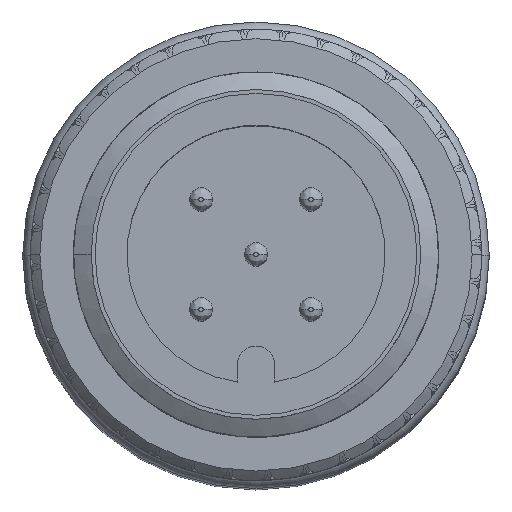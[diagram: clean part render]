
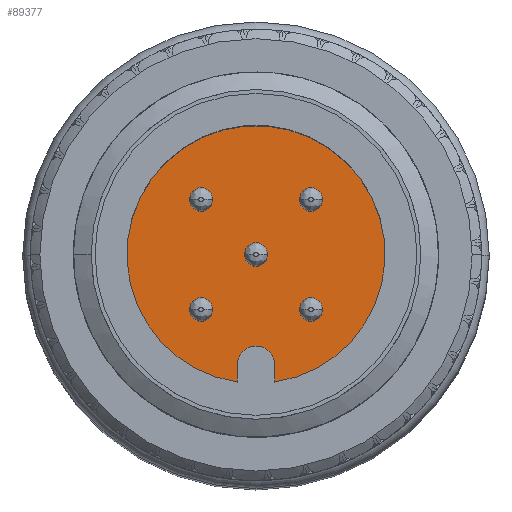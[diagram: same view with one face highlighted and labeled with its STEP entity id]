
A CAD part, top view. The second image highlights one B-rep face of the part: STEP entity #89377.
In plain terms, the highlighted planar face has unit normal (0, 0, 1).
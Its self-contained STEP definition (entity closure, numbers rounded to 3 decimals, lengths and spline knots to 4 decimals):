
#29830=CARTESIAN_POINT('',(0.,0.,-8.9));
#29831=DIRECTION('',(0.,0.,1.));
#29832=DIRECTION('',(0.145,-0.989,0.));
#29833=AXIS2_PLACEMENT_3D('',#29830,#29831,#29832);
#29848=CARTESIAN_POINT('',(0.,-3.55,-8.9));
#29849=DIRECTION('',(0.,0.,1.));
#29850=DIRECTION('',(1.,0.,0.));
#29851=AXIS2_PLACEMENT_3D('',#29848,#29849,#29850);
#29853=DIRECTION('',(0.,-1.,0.));
#29854=VECTOR('',#29853,0.5564);
#29855=CARTESIAN_POINT('',(-0.6,-3.55,-8.9));
#29856=LINE('',#29855,#29854);
#29857=DIRECTION('',(0.,1.,0.));
#29858=VECTOR('',#29857,0.5564);
#29859=CARTESIAN_POINT('',(0.6,-4.1064,-8.9));
#29860=LINE('',#29859,#29858);
#29861=CARTESIAN_POINT('',(1.7678,1.7678,-8.9));
#29862=DIRECTION('',(0.,0.,1.));
#29863=DIRECTION('',(1.,0.,0.));
#29864=AXIS2_PLACEMENT_3D('',#29861,#29862,#29863);
#29866=CARTESIAN_POINT('',(1.7678,1.7678,-8.9));
#29867=DIRECTION('',(0.,0.,1.));
#29868=DIRECTION('',(-1.,0.,0.));
#29869=AXIS2_PLACEMENT_3D('',#29866,#29867,#29868);
#29871=CARTESIAN_POINT('',(1.7678,-1.7678,-8.9));
#29872=DIRECTION('',(0.,0.,1.));
#29873=DIRECTION('',(1.,0.,0.));
#29874=AXIS2_PLACEMENT_3D('',#29871,#29872,#29873);
#29876=CARTESIAN_POINT('',(1.7678,-1.7678,-8.9));
#29877=DIRECTION('',(0.,0.,1.));
#29878=DIRECTION('',(-1.,0.,0.));
#29879=AXIS2_PLACEMENT_3D('',#29876,#29877,#29878);
#29881=CARTESIAN_POINT('',(-1.7678,-1.7678,-8.9));
#29882=DIRECTION('',(0.,0.,1.));
#29883=DIRECTION('',(1.,0.,0.));
#29884=AXIS2_PLACEMENT_3D('',#29881,#29882,#29883);
#29886=CARTESIAN_POINT('',(-1.7678,-1.7678,-8.9));
#29887=DIRECTION('',(0.,0.,1.));
#29888=DIRECTION('',(-1.,0.,0.));
#29889=AXIS2_PLACEMENT_3D('',#29886,#29887,#29888);
#29891=CARTESIAN_POINT('',(-1.7678,1.7678,-8.9));
#29892=DIRECTION('',(0.,0.,1.));
#29893=DIRECTION('',(1.,0.,0.));
#29894=AXIS2_PLACEMENT_3D('',#29891,#29892,#29893);
#29896=CARTESIAN_POINT('',(-1.7678,1.7678,-8.9));
#29897=DIRECTION('',(0.,0.,1.));
#29898=DIRECTION('',(-1.,0.,0.));
#29899=AXIS2_PLACEMENT_3D('',#29896,#29897,#29898);
#29901=CARTESIAN_POINT('',(0.,0.,-8.9));
#29902=DIRECTION('',(0.,0.,1.));
#29903=DIRECTION('',(1.,0.,0.));
#29904=AXIS2_PLACEMENT_3D('',#29901,#29902,#29903);
#29906=CARTESIAN_POINT('',(0.,0.,-8.9));
#29907=DIRECTION('',(0.,0.,1.));
#29908=DIRECTION('',(-1.,0.,0.));
#29909=AXIS2_PLACEMENT_3D('',#29906,#29907,#29908);
#31134=CARTESIAN_POINT('',(0.6,-4.1064,-8.9));
#31136=VERTEX_POINT('',#31134);
#31137=CARTESIAN_POINT('',(0.6,-3.55,-8.9));
#31138=CARTESIAN_POINT('',(-0.6,-3.55,-8.9));
#31139=VERTEX_POINT('',#31137);
#31140=VERTEX_POINT('',#31138);
#31141=CARTESIAN_POINT('',(-0.6,-4.1064,-8.9));
#31142=VERTEX_POINT('',#31141);
#31145=CARTESIAN_POINT('',(2.1428,1.7678,-8.9));
#31146=CARTESIAN_POINT('',(1.3928,1.7678,-8.9));
#31147=VERTEX_POINT('',#31145);
#31148=VERTEX_POINT('',#31146);
#31149=CARTESIAN_POINT('',(2.1428,-1.7678,-8.9));
#31150=CARTESIAN_POINT('',(1.3928,-1.7678,-8.9));
#31151=VERTEX_POINT('',#31149);
#31152=VERTEX_POINT('',#31150);
#31153=CARTESIAN_POINT('',(-1.3928,-1.7678,-8.9));
#31154=CARTESIAN_POINT('',(-2.1428,-1.7678,-8.9));
#31155=VERTEX_POINT('',#31153);
#31156=VERTEX_POINT('',#31154);
#31157=CARTESIAN_POINT('',(-1.3928,1.7678,-8.9));
#31158=CARTESIAN_POINT('',(-2.1428,1.7678,-8.9));
#31159=VERTEX_POINT('',#31157);
#31160=VERTEX_POINT('',#31158);
#34616=CARTESIAN_POINT('',(0.375,0.,-8.9));
#34617=CARTESIAN_POINT('',(-0.375,0.,-8.9));
#34618=VERTEX_POINT('',#34616);
#34619=VERTEX_POINT('',#34617);
#89333=CARTESIAN_POINT('',(0.,0.,-8.9));
#89334=DIRECTION('',(0.,0.,-1.));
#89335=DIRECTION('',(0.,-1.,0.));
#89336=AXIS2_PLACEMENT_3D('',#89333,#89334,#89335);
#89337=PLANE('',#89336);
#89339=ORIENTED_EDGE('',*,*,#89338,.T.);
#89341=ORIENTED_EDGE('',*,*,#89340,.T.);
#89342=ORIENTED_EDGE('',*,*,#89323,.F.);
#89344=ORIENTED_EDGE('',*,*,#89343,.T.);
#89345=EDGE_LOOP('',(#89339,#89341,#89342,#89344));
#89346=FACE_OUTER_BOUND('',#89345,.F.);
#89348=ORIENTED_EDGE('',*,*,#89347,.T.);
#89350=ORIENTED_EDGE('',*,*,#89349,.T.);
#89351=EDGE_LOOP('',(#89348,#89350));
#89352=FACE_BOUND('',#89351,.F.);
#89354=ORIENTED_EDGE('',*,*,#89353,.T.);
#89356=ORIENTED_EDGE('',*,*,#89355,.T.);
#89357=EDGE_LOOP('',(#89354,#89356));
#89358=FACE_BOUND('',#89357,.F.);
#89360=ORIENTED_EDGE('',*,*,#89359,.T.);
#89362=ORIENTED_EDGE('',*,*,#89361,.T.);
#89363=EDGE_LOOP('',(#89360,#89362));
#89364=FACE_BOUND('',#89363,.F.);
#89366=ORIENTED_EDGE('',*,*,#89365,.T.);
#89368=ORIENTED_EDGE('',*,*,#89367,.T.);
#89369=EDGE_LOOP('',(#89366,#89368));
#89370=FACE_BOUND('',#89369,.F.);
#89372=ORIENTED_EDGE('',*,*,#89371,.T.);
#89374=ORIENTED_EDGE('',*,*,#89373,.T.);
#89375=EDGE_LOOP('',(#89372,#89374));
#89376=FACE_BOUND('',#89375,.F.);
#89377=ADVANCED_FACE('',(#89346,#89352,#89358,#89364,#89370,#89376),#89337,.F.);
#29834=CIRCLE('',#29833,4.15);
#29852=CIRCLE('',#29851,0.6);
#29865=CIRCLE('',#29864,0.375);
#29870=CIRCLE('',#29869,0.375);
#29875=CIRCLE('',#29874,0.375);
#29880=CIRCLE('',#29879,0.375);
#29885=CIRCLE('',#29884,0.375);
#29890=CIRCLE('',#29889,0.375);
#29895=CIRCLE('',#29894,0.375);
#29900=CIRCLE('',#29899,0.375);
#29905=CIRCLE('',#29904,0.375);
#29910=CIRCLE('',#29909,0.375);
#89323=EDGE_CURVE('',#31136,#31142,#29834,.T.);
#89338=EDGE_CURVE('',#31139,#31140,#29852,.T.);
#89340=EDGE_CURVE('',#31140,#31142,#29856,.T.);
#89343=EDGE_CURVE('',#31136,#31139,#29860,.T.);
#89347=EDGE_CURVE('',#31147,#31148,#29865,.T.);
#89349=EDGE_CURVE('',#31148,#31147,#29870,.T.);
#89353=EDGE_CURVE('',#31151,#31152,#29875,.T.);
#89355=EDGE_CURVE('',#31152,#31151,#29880,.T.);
#89359=EDGE_CURVE('',#31155,#31156,#29885,.T.);
#89361=EDGE_CURVE('',#31156,#31155,#29890,.T.);
#89365=EDGE_CURVE('',#31159,#31160,#29895,.T.);
#89367=EDGE_CURVE('',#31160,#31159,#29900,.T.);
#89371=EDGE_CURVE('',#34618,#34619,#29905,.T.);
#89373=EDGE_CURVE('',#34619,#34618,#29910,.T.);
